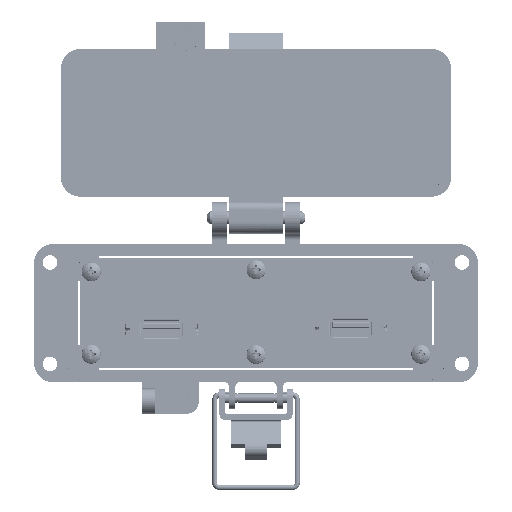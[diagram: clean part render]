
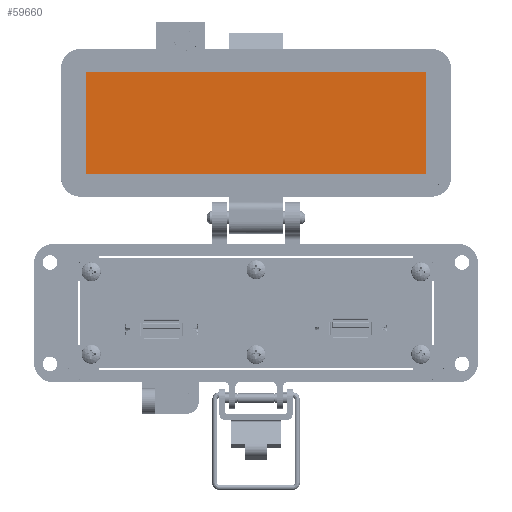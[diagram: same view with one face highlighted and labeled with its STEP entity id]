
A CAD part, top view. The second image highlights one B-rep face of the part: STEP entity #59660.
In plain terms, the highlighted planar face has unit normal (0, 0, 1).
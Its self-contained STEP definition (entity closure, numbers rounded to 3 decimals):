
#455 = DIRECTION ( 'NONE',  ( 0., -1., 0. ) ) ;
#967 = EDGE_CURVE ( 'NONE', #40877, #63781, #55386, .T. ) ;
#3956 = CARTESIAN_POINT ( 'NONE',  ( -8.5, 67.154, -25.55 ) ) ;
#4003 = ORIENTED_EDGE ( 'NONE', *, *, #18196, .F. ) ;
#5650 = CARTESIAN_POINT ( 'NONE',  ( -53.75, 67.154, -25.55 ) ) ;
#8683 = CARTESIAN_POINT ( 'NONE',  ( 53.75, 51.154, -25.55 ) ) ;
#11185 = CARTESIAN_POINT ( 'NONE',  ( -53.75, 83.154, -25.55 ) ) ;
#15478 = EDGE_CURVE ( 'NONE', #36017, #61652, #27854, .T. ) ;
#15628 = CARTESIAN_POINT ( 'NONE',  ( -8.5, 83.154, -25.55 ) ) ;
#17429 = ORIENTED_EDGE ( 'NONE', *, *, #15478, .F. ) ;
#18196 = EDGE_CURVE ( 'NONE', #63781, #36017, #73738, .T. ) ;
#20696 = VECTOR ( 'NONE', #81264, 1000. ) ;
#27202 = CARTESIAN_POINT ( 'NONE',  ( 53.75, 83.154, -25.55 ) ) ;
#27854 = LINE ( 'NONE', #5650, #20696 ) ;
#28386 = DIRECTION ( 'NONE',  ( -1., 0., 0. ) ) ;
#34179 = DIRECTION ( 'NONE',  ( 0., 0., 1. ) ) ;
#34685 = DIRECTION ( 'NONE',  ( 0., -1., 0. ) ) ;
#34972 = EDGE_LOOP ( 'NONE', ( #83969, #17429, #4003, #54889 ) ) ;
#36017 = VERTEX_POINT ( 'NONE', #40921 ) ;
#40877 = VERTEX_POINT ( 'NONE', #27202 ) ;
#40921 = CARTESIAN_POINT ( 'NONE',  ( -53.75, 51.154, -25.55 ) ) ;
#43967 = VECTOR ( 'NONE', #28386, 1000. ) ;
#54889 = ORIENTED_EDGE ( 'NONE', *, *, #967, .F. ) ;
#55386 = LINE ( 'NONE', #69985, #96547 ) ;
#59660 = ADVANCED_FACE ( 'NONE', ( #80024 ), #87569, .T. ) ;
#61652 = VERTEX_POINT ( 'NONE', #11185 ) ;
#62982 = EDGE_CURVE ( 'NONE', #61652, #40877, #75121, .T. ) ;
#63781 = VERTEX_POINT ( 'NONE', #8683 ) ;
#69545 = DIRECTION ( 'NONE',  ( 1., 0., 0. ) ) ;
#69985 = CARTESIAN_POINT ( 'NONE',  ( 53.75, 67.154, -25.55 ) ) ;
#73738 = LINE ( 'NONE', #75718, #43967 ) ;
#75121 = LINE ( 'NONE', #15628, #90777 ) ;
#75718 = CARTESIAN_POINT ( 'NONE',  ( 42., 51.154, -25.55 ) ) ;
#79158 = AXIS2_PLACEMENT_3D ( 'NONE', #3956, #34179, #34685 ) ;
#80024 = FACE_OUTER_BOUND ( 'NONE', #34972, .T. ) ;
#81264 = DIRECTION ( 'NONE',  ( 0., 1., 0. ) ) ;
#83969 = ORIENTED_EDGE ( 'NONE', *, *, #62982, .F. ) ;
#87569 = PLANE ( 'NONE',  #79158 ) ;
#90777 = VECTOR ( 'NONE', #69545, 1000. ) ;
#96547 = VECTOR ( 'NONE', #455, 1000. ) ;
